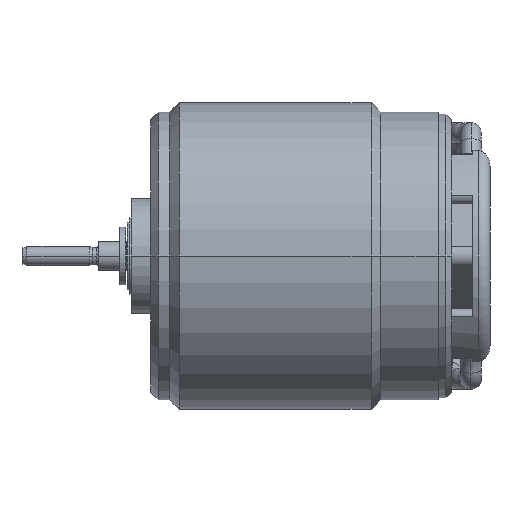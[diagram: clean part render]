
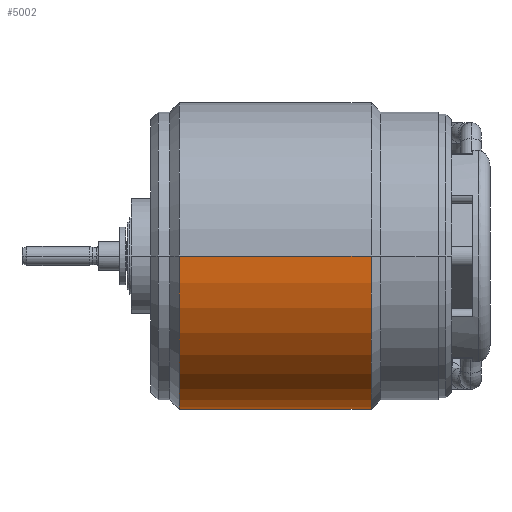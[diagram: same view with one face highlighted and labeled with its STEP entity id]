
A CAD part, front view. The second image highlights one B-rep face of the part: STEP entity #5002.
In plain terms, the highlighted cylindrical face has radius 8 mm (diameter 16 mm), a partial arc.
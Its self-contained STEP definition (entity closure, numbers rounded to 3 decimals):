
#1557=CARTESIAN_POINT('',(18.2,0.,0.));
#1558=DIRECTION('',(-1.,0.,0.));
#1559=DIRECTION('',(0.,1.,0.));
#1560=AXIS2_PLACEMENT_3D('',#1557,#1558,#1559);
#1562=DIRECTION('',(-1.,0.,0.));
#1563=VECTOR('',#1562,10.);
#1564=CARTESIAN_POINT('',(18.2,8.,0.));
#1565=LINE('',#1564,#1563);
#1571=DIRECTION('',(-1.,0.,0.));
#1572=VECTOR('',#1571,10.);
#1573=CARTESIAN_POINT('',(18.2,-8.,0.));
#1574=LINE('',#1573,#1572);
#1588=CARTESIAN_POINT('',(8.2,0.,0.));
#1589=DIRECTION('',(-1.,0.,0.));
#1590=DIRECTION('',(0.,1.,0.));
#1591=AXIS2_PLACEMENT_3D('',#1588,#1589,#1590);
#2541=CARTESIAN_POINT('',(18.2,8.,0.));
#2542=VERTEX_POINT('',#2541);
#2543=CARTESIAN_POINT('',(8.2,8.,0.));
#2544=VERTEX_POINT('',#2543);
#2571=CARTESIAN_POINT('',(18.2,-8.,0.));
#2572=VERTEX_POINT('',#2571);
#2573=CARTESIAN_POINT('',(8.2,-8.,0.));
#2574=VERTEX_POINT('',#2573);
#4988=CARTESIAN_POINT('',(25.62,0.,0.));
#4989=DIRECTION('',(-1.,0.,0.));
#4990=DIRECTION('',(0.,1.,0.));
#4991=AXIS2_PLACEMENT_3D('',#4988,#4989,#4990);
#4992=CYLINDRICAL_SURFACE('',#4991,8.);
#4994=ORIENTED_EDGE('',*,*,#4993,.T.);
#4996=ORIENTED_EDGE('',*,*,#4995,.T.);
#4998=ORIENTED_EDGE('',*,*,#4997,.F.);
#4999=ORIENTED_EDGE('',*,*,#4981,.F.);
#5000=EDGE_LOOP('',(#4994,#4996,#4998,#4999));
#5001=FACE_OUTER_BOUND('',#5000,.F.);
#5002=ADVANCED_FACE('',(#5001),#4992,.T.);
#1561=CIRCLE('',#1560,8.);
#1592=CIRCLE('',#1591,8.);
#4981=EDGE_CURVE('',#2542,#2572,#1561,.T.);
#4993=EDGE_CURVE('',#2542,#2544,#1565,.T.);
#4995=EDGE_CURVE('',#2544,#2574,#1592,.T.);
#4997=EDGE_CURVE('',#2572,#2574,#1574,.T.);
